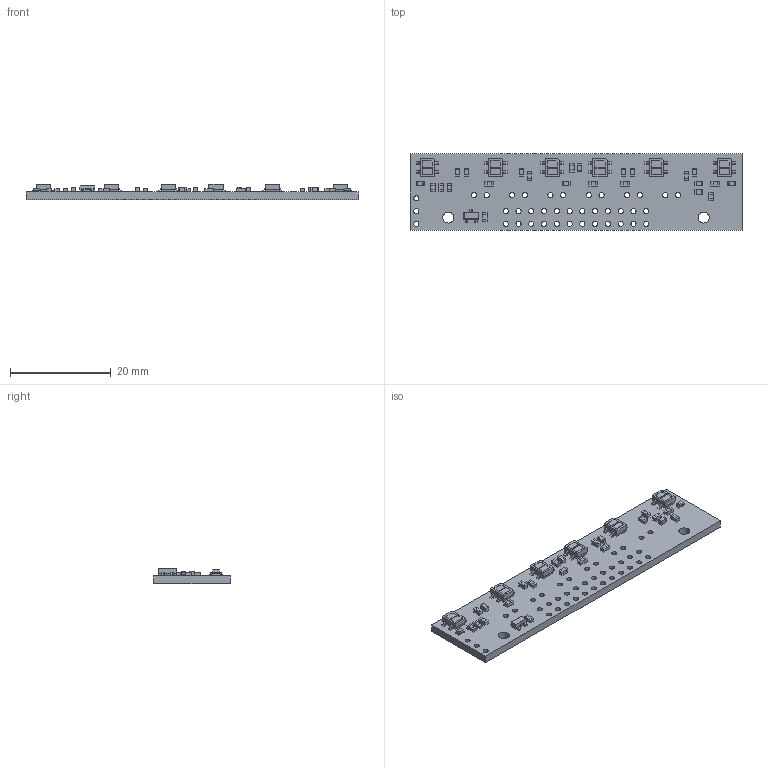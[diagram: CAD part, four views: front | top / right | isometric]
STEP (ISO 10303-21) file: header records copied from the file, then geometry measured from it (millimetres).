
FILE_DESCRIPTION (( 'STEP AP214' ), '1' );
FILE_NAME ('zumo-reflectance-sensor-array.step', '2017-05-18T23:54:05', ( '' ), ( '' ), 'SwSTEP 2.0', 'SolidWorks 2016', '' );
FILE_SCHEMA (( 'AUTOMOTIVE_DESIGN' ));
Length unit declared in the file: millimetre
Products named in the file (1): zumo-reflectance-sensor-array
Bounding box: 66.04 x 15.24 x 3.07 mm (x, y, z)
Volume: 1643.1 mm3; surface area: 2672.9 mm2
Topology: 1 solids, 1 shells, 1231 faces, 3387 edges, 2214 vertices
Faces by surface type: plane 878, cylinder 206, bspline 147
Entity records: 57390 total; most frequent: CARTESIAN_POINT 12984, ORIENTED_EDGE 6774, DIRECTION 5619, EDGE_CURVE 3387, VECTOR 2689, LINE 2689, VERTEX_POINT 2214, AXIS2_PLACEMENT_3D 1465
